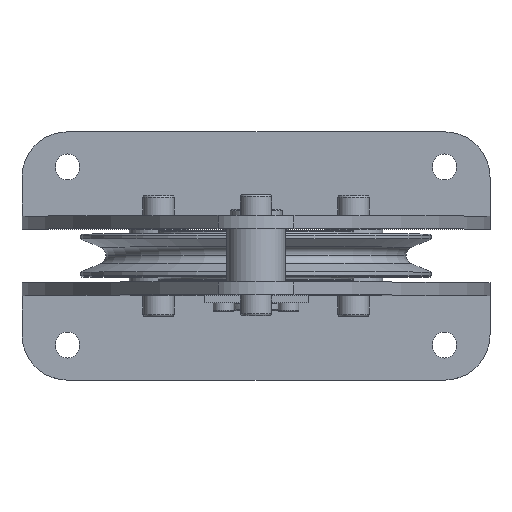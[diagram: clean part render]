
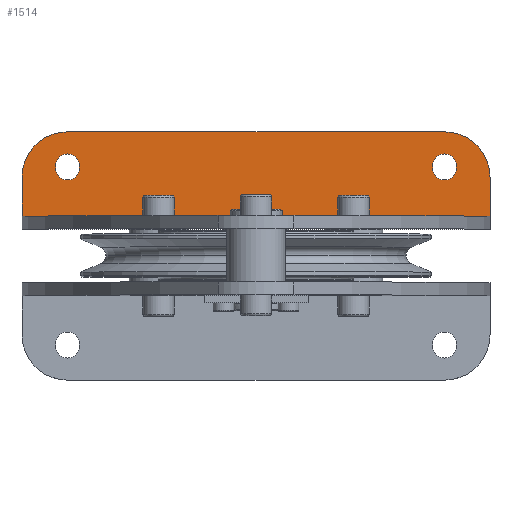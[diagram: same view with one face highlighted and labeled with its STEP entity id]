
A CAD part, top view. The second image highlights one B-rep face of the part: STEP entity #1514.
In plain terms, the highlighted planar face has unit normal (0, 0, 1).
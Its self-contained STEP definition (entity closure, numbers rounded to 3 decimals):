
#1514=ADVANCED_FACE('',(#3306,#3307,#3308),#3309,.T.);
#3306=FACE_BOUND('',#5378,.T.);
#3307=FACE_BOUND('',#5379,.T.);
#3308=FACE_OUTER_BOUND('',#5380,.T.);
#3309=PLANE('',#5381);
#5378=EDGE_LOOP('',(#10170,#10171,#10172,#10173));
#5379=EDGE_LOOP('',(#10174,#10175,#10176,#10177));
#5380=EDGE_LOOP('',(#10178,#10179,#10180,#10181,#10182,#10183));
#5381=AXIS2_PLACEMENT_3D('',#10184,#10185,#10186);
#10170=ORIENTED_EDGE('',*,*,#14113,.T.);
#10171=ORIENTED_EDGE('',*,*,#14114,.T.);
#10172=ORIENTED_EDGE('',*,*,#14115,.T.);
#10173=ORIENTED_EDGE('',*,*,#14116,.T.);
#10174=ORIENTED_EDGE('',*,*,#14117,.T.);
#10175=ORIENTED_EDGE('',*,*,#14118,.T.);
#10176=ORIENTED_EDGE('',*,*,#14119,.T.);
#10177=ORIENTED_EDGE('',*,*,#14120,.T.);
#10178=ORIENTED_EDGE('',*,*,#14110,.F.);
#10179=ORIENTED_EDGE('',*,*,#14068,.F.);
#10180=ORIENTED_EDGE('',*,*,#14095,.F.);
#10181=ORIENTED_EDGE('',*,*,#14121,.F.);
#10182=ORIENTED_EDGE('',*,*,#14122,.F.);
#10183=ORIENTED_EDGE('',*,*,#14123,.F.);
#10184=CARTESIAN_POINT('',(0.,61.534,-192.0));
#10185=DIRECTION('',(0.0,0.0,1.0));
#10186=DIRECTION('',(-1.0,0.0,0.0));
#14068=EDGE_CURVE('',#17463,#17464,#17465,.T.);
#14095=EDGE_CURVE('',#17502,#17463,#17504,.T.);
#14110=EDGE_CURVE('',#17464,#17530,#17531,.T.);
#14113=EDGE_CURVE('',#17534,#17535,#17536,.T.);
#14114=EDGE_CURVE('',#17535,#17537,#17538,.T.);
#14115=EDGE_CURVE('',#17537,#17539,#17540,.T.);
#14116=EDGE_CURVE('',#17539,#17534,#17541,.T.);
#14117=EDGE_CURVE('',#17542,#17543,#17544,.T.);
#14118=EDGE_CURVE('',#17543,#17545,#17546,.T.);
#14119=EDGE_CURVE('',#17545,#17547,#17548,.T.);
#14120=EDGE_CURVE('',#17547,#17542,#17549,.T.);
#14121=EDGE_CURVE('',#17550,#17502,#17551,.T.);
#14122=EDGE_CURVE('',#17552,#17550,#17553,.T.);
#14123=EDGE_CURVE('',#17530,#17552,#17554,.T.);
#17463=VERTEX_POINT('',#25632);
#17464=VERTEX_POINT('',#25633);
#17465=LINE('',#25634,#25635);
#17502=VERTEX_POINT('',#25682);
#17504=LINE('',#25685,#25686);
#17530=VERTEX_POINT('',#25718);
#17531=LINE('',#25719,#25720);
#17534=VERTEX_POINT('',#25724);
#17535=VERTEX_POINT('',#25725);
#17536=CIRCLE('',#25726,9.0);
#17537=VERTEX_POINT('',#25727);
#17538=LINE('',#25728,#25729);
#17539=VERTEX_POINT('',#25730);
#17540=CIRCLE('',#25731,9.0);
#17541=LINE('',#25732,#25733);
#17542=VERTEX_POINT('',#25734);
#17543=VERTEX_POINT('',#25735);
#17544=CIRCLE('',#25736,9.0);
#17545=VERTEX_POINT('',#25737);
#17546=LINE('',#25738,#25739);
#17547=VERTEX_POINT('',#25740);
#17548=CIRCLE('',#25741,9.0);
#17549=LINE('',#25742,#25743);
#17550=VERTEX_POINT('',#25744);
#17551=CIRCLE('',#25745,35.);
#17552=VERTEX_POINT('',#25746);
#17553=LINE('',#25747,#25748);
#17554=CIRCLE('',#25749,35.);
#25632=CARTESIAN_POINT('',(180.0,30.5,-192.0));
#25633=CARTESIAN_POINT('',(-180.0,30.5,-192.0));
#25634=CARTESIAN_POINT('',(0.,30.5,-192.0));
#25635=VECTOR('',#30250,1.0);
#25682=CARTESIAN_POINT('',(180.0,60.5,-192.0));
#25685=CARTESIAN_POINT('',(180.0,30.5,-192.0));
#25686=VECTOR('',#30292,1.0);
#25718=CARTESIAN_POINT('',(-180.0,60.5,-192.0));
#25719=CARTESIAN_POINT('',(-180.0,60.5,-192.0));
#25720=VECTOR('',#30317,1.0);
#25724=CARTESIAN_POINT('',(-154.0,69.5,-192.0));
#25725=CARTESIAN_POINT('',(-136.0,69.5,-192.0));
#25726=AXIS2_PLACEMENT_3D('',#30319,#30320,#30321);
#25727=CARTESIAN_POINT('',(-136.0,67.5,-192.0));
#25728=CARTESIAN_POINT('',(-136.0,65.017,-192.0));
#25729=VECTOR('',#30322,1.0);
#25730=CARTESIAN_POINT('',(-154.0,67.5,-192.0));
#25731=AXIS2_PLACEMENT_3D('',#30323,#30324,#30325);
#25732=CARTESIAN_POINT('',(-154.0,65.017,-192.0));
#25733=VECTOR('',#30326,1.0);
#25734=CARTESIAN_POINT('',(136.0,69.5,-192.0));
#25735=CARTESIAN_POINT('',(154.0,69.5,-192.0));
#25736=AXIS2_PLACEMENT_3D('',#30327,#30328,#30329);
#25737=CARTESIAN_POINT('',(154.0,67.5,-192.0));
#25738=CARTESIAN_POINT('',(154.0,65.017,-192.0));
#25739=VECTOR('',#30330,1.0);
#25740=CARTESIAN_POINT('',(136.0,67.5,-192.0));
#25741=AXIS2_PLACEMENT_3D('',#30331,#30332,#30333);
#25742=CARTESIAN_POINT('',(136.0,65.017,-192.0));
#25743=VECTOR('',#30334,1.0);
#25744=CARTESIAN_POINT('',(145.,95.5,-192.0));
#25745=AXIS2_PLACEMENT_3D('',#30335,#30336,#30337);
#25746=CARTESIAN_POINT('',(-145.0,95.5,-192.0));
#25747=CARTESIAN_POINT('',(145.0,95.5,-192.0));
#25748=VECTOR('',#30338,1.0);
#25749=AXIS2_PLACEMENT_3D('',#30339,#30340,#30341);
#30250=DIRECTION('',(-1.0,0.0,0.0));
#30292=DIRECTION('',(0.0,-1.0,0.0));
#30317=DIRECTION('',(0.0,1.0,-0.0));
#30319=CARTESIAN_POINT('',(-145.0,69.5,-192.0));
#30320=DIRECTION('',(-0.0,0.0,-1.0));
#30321=DIRECTION('',(-1.0,0.,0.0));
#30322=DIRECTION('',(0.0,-1.0,0.0));
#30323=CARTESIAN_POINT('',(-145.0,67.5,-192.0));
#30324=DIRECTION('',(0.0,0.0,-1.0));
#30325=DIRECTION('',(1.0,0.,0.0));
#30326=DIRECTION('',(0.0,1.0,-0.0));
#30327=CARTESIAN_POINT('',(145.0,69.5,-192.0));
#30328=DIRECTION('',(-0.0,0.0,-1.0));
#30329=DIRECTION('',(-1.0,0.,0.0));
#30330=DIRECTION('',(0.0,-1.0,0.0));
#30331=CARTESIAN_POINT('',(145.0,67.5,-192.0));
#30332=DIRECTION('',(0.0,0.0,-1.0));
#30333=DIRECTION('',(1.0,0.,0.0));
#30334=DIRECTION('',(0.0,1.0,-0.0));
#30335=CARTESIAN_POINT('',(145.,60.5,-192.0));
#30336=DIRECTION('',(0.0,0.0,-1.0));
#30337=DIRECTION('',(1.0,0.,0.0));
#30338=DIRECTION('',(1.0,0.0,-0.0));
#30339=CARTESIAN_POINT('',(-145.,60.5,-192.0));
#30340=DIRECTION('',(0.0,0.0,-1.0));
#30341=DIRECTION('',(0.,1.0,0.0));
